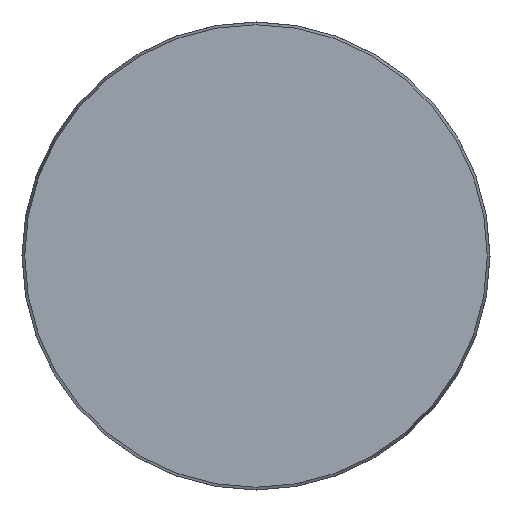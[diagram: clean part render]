
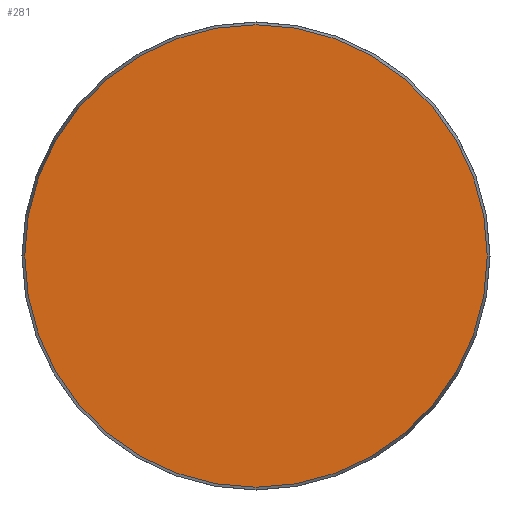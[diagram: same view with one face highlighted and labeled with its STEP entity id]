
A CAD part, front view. The second image highlights one B-rep face of the part: STEP entity #281.
In plain terms, the highlighted planar face has unit normal (0, -1, 0).
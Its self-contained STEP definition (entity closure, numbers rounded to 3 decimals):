
#22 = CARTESIAN_POINT ( 'NONE',  ( 0., 0., 0. ) ) ;
#56 = EDGE_LOOP ( 'NONE', ( #215 ) ) ;
#147 = DIRECTION ( 'NONE',  ( 0., -1., 0. ) ) ;
#166 = AXIS2_PLACEMENT_3D ( 'NONE', #193, #403, #195 ) ;
#184 = CIRCLE ( 'NONE', #518, 48.425 ) ;
#193 = CARTESIAN_POINT ( 'NONE',  ( -48.425, 0., 0. ) ) ;
#195 = DIRECTION ( 'NONE',  ( 0., 0., 1. ) ) ;
#215 = ORIENTED_EDGE ( 'NONE', *, *, #303, .T. ) ;
#261 = VERTEX_POINT ( 'NONE', #478 ) ;
#281 = ADVANCED_FACE ( 'NONE', ( #357 ), #520, .F. ) ;
#303 = EDGE_CURVE ( 'NONE', #261, #261, #184, .T. ) ;
#357 = FACE_OUTER_BOUND ( 'NONE', #56, .T. ) ;
#395 = DIRECTION ( 'NONE',  ( 0., 0., -1. ) ) ;
#403 = DIRECTION ( 'NONE',  ( 0., 1., 0. ) ) ;
#478 = CARTESIAN_POINT ( 'NONE',  ( 0., 0., -48.425 ) ) ;
#518 = AXIS2_PLACEMENT_3D ( 'NONE', #22, #147, #395 ) ;
#520 = PLANE ( 'NONE',  #166 ) ;
